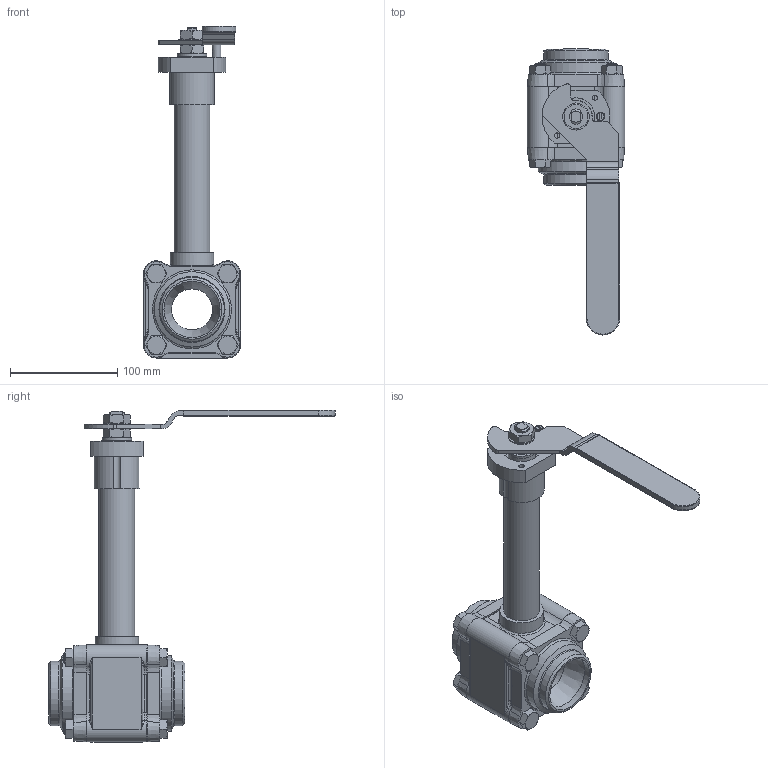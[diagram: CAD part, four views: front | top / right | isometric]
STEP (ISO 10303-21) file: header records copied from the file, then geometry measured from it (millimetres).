
FILE_DESCRIPTION((''),'2;1');
FILE_NAME('GA-C44-20-BWA-W-A-1.stp','2011-06-28T10:29:34',('jaday'),(''),'Autodesk Inventor 2009','Autodesk Inventor 2009','');
FILE_SCHEMA(('AUTOMOTIVE_DESIGN { 1 0 10303 214 1 1 1 1 }'));
Length unit declared in the file: millimetre
Products named in the file (13): GA-C44-20-BWA-W-A-1; GA-B30722-59507-A-1; GA-B35443-54871-A-1; GA-B35268-54526-A-1; GA-B04420-27100-A-1; M10-8-090-110-A-1; M10-8-000-360-A-1; GA-C44-15-STEM-BUILD-A-1; GA-C32350-08637-A-1; GA-C32350-SLEEVE-A-1; GA-BC0221-11461-A-1; GA-B03737-08388-A-1; GA-B03796-11500-A-1
Assembly tree (20 placements, depth 2):
  GA-C44-20-BWA-W-A-1
    GA-B30722-59507-A-1
    GA-B35443-54871-A-1
    GA-B35268-54526-A-1
    GA-B04420-27100-A-1  x2
    M10-8-090-110-A-1  x4
    M10-8-000-360-A-1  x4
    GA-C44-15-STEM-BUILD-A-1
    GA-C32350-08637-A-1
    GA-C32350-SLEEVE-A-1
    GA-BC0221-11461-A-1
    GA-B03737-08388-A-1  x2
    GA-B03796-11500-A-1
Bounding box: 90.81 x 267.49 x 310.03 mm (x, y, z)
Volume: 763328.9 mm3; surface area: 212411.7 mm2
Topology: 20 solids, 20 shells, 483 faces, 1140 edges, 702 vertices
Faces by surface type: plane 186, cone 134, cylinder 118, bspline 39, sphere 4, torus 2
Full cylindrical faces by diameter (mm): 8.128 x1, 8.376 x4, 10 x4, 10.5 x8, 12.751 x2, 13.233 x4, 24.308 x1, 24.663 x1, 25.133 x1, 25.464 x1, 27.686 x1, 28.499 x1, 28.575 x1, 30.531 x1, 30.671 x1, 33.401 x1, 35.052 x1, 38.1 x1, 38.165 x2, 40.64 x1, 52.475 x2, 60.325 x2, 70.35 x2, 80.2 x2
Entity records: 10803 total; most frequent: CARTESIAN_POINT 3328, DIRECTION 1559, ORIENTED_EDGE 1402, EDGE_CURVE 701, AXIS2_PLACEMENT_3D 636, VERTEX_POINT 464, EDGE_LOOP 409, CIRCLE 326
